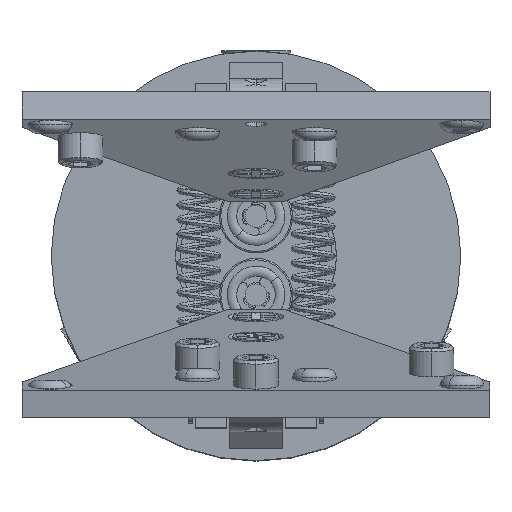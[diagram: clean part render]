
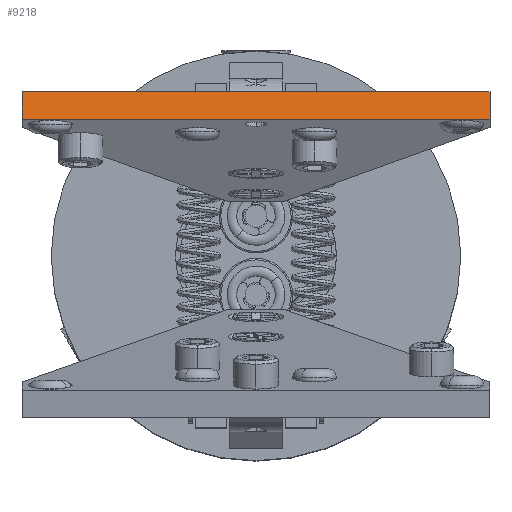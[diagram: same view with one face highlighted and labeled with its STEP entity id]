
A CAD part, top view. The second image highlights one B-rep face of the part: STEP entity #9218.
In plain terms, the highlighted planar face has unit normal (0, 0.174, 0.985).
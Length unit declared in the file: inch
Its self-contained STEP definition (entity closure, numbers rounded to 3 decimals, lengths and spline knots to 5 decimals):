
#2176 = LINE ( 'NONE', #22619, #2186 ) ;
#2186 = VECTOR ( 'NONE', #22616, 39.37008 ) ;
#2490 = EDGE_CURVE ( 'NONE', #40028, #40049, #2176, .T. ) ;
#2669 = VECTOR ( 'NONE', #17811, 39.37008 ) ;
#2676 = LINE ( 'NONE', #17678, #2669 ) ;
#2679 = LINE ( 'NONE', #17211, #2686 ) ;
#2686 = VECTOR ( 'NONE', #17244, 39.37008 ) ;
#2738 = LINE ( 'NONE', #17490, #2741 ) ;
#2741 = VECTOR ( 'NONE', #17140, 39.37008 ) ;
#4008 = EDGE_LOOP ( 'NONE', ( #18491, #18675, #18684, #18567 ) ) ;
#9218 = ADVANCED_FACE ( 'NONE', ( #15876 ), #31406, .F. ) ;
#11031 = EDGE_CURVE ( 'NONE', #39501, #40312, #2676, .T. ) ;
#11036 = EDGE_CURVE ( 'NONE', #40312, #40049, #2679, .T. ) ;
#11075 = EDGE_CURVE ( 'NONE', #39501, #40028, #2738, .T. ) ;
#11422 = AXIS2_PLACEMENT_3D ( 'NONE', #31401, #31541, #31544 ) ;
#15876 = FACE_OUTER_BOUND ( 'NONE', #4008, .T. ) ;
#17140 = DIRECTION ( 'NONE',  ( -1., 0., 0. ) ) ;
#17211 = CARTESIAN_POINT ( 'NONE',  ( 0.5, 0.34834, 2.19066 ) ) ;
#17244 = DIRECTION ( 'NONE',  ( -1., 0., 0. ) ) ;
#17490 = CARTESIAN_POINT ( 'NONE',  ( 0.5, 0.28925, 2.20108 ) ) ;
#17678 = CARTESIAN_POINT ( 'NONE',  ( 0.5, 0.28925, 2.20108 ) ) ;
#17811 = DIRECTION ( 'NONE',  ( 0., 0.985, -0.174 ) ) ;
#18491 = ORIENTED_EDGE ( 'NONE', *, *, #11036, .T. ) ;
#18567 = ORIENTED_EDGE ( 'NONE', *, *, #11031, .T. ) ;
#18675 = ORIENTED_EDGE ( 'NONE', *, *, #2490, .F. ) ;
#18684 = ORIENTED_EDGE ( 'NONE', *, *, #11075, .F. ) ;
#22616 = DIRECTION ( 'NONE',  ( 0., 0.985, -0.174 ) ) ;
#22619 = CARTESIAN_POINT ( 'NONE',  ( -0.5, 0.28925, 2.20108 ) ) ;
#31401 = CARTESIAN_POINT ( 'NONE',  ( 0.5, 0.28925, 2.20108 ) ) ;
#31406 = PLANE ( 'NONE',  #11422 ) ;
#31541 = DIRECTION ( 'NONE',  ( 0., -0.174, -0.985 ) ) ;
#31544 = DIRECTION ( 'NONE',  ( 1., 0., 0. ) ) ;
#35490 = CARTESIAN_POINT ( 'NONE',  ( 0.5, 0.28925, 2.20108 ) ) ;
#35892 = CARTESIAN_POINT ( 'NONE',  ( -0.5, 0.28925, 2.20108 ) ) ;
#35913 = CARTESIAN_POINT ( 'NONE',  ( -0.5, 0.34834, 2.19066 ) ) ;
#36176 = CARTESIAN_POINT ( 'NONE',  ( 0.5, 0.34834, 2.19066 ) ) ;
#39501 = VERTEX_POINT ( 'NONE', #35490 ) ;
#40028 = VERTEX_POINT ( 'NONE', #35892 ) ;
#40049 = VERTEX_POINT ( 'NONE', #35913 ) ;
#40312 = VERTEX_POINT ( 'NONE', #36176 ) ;
